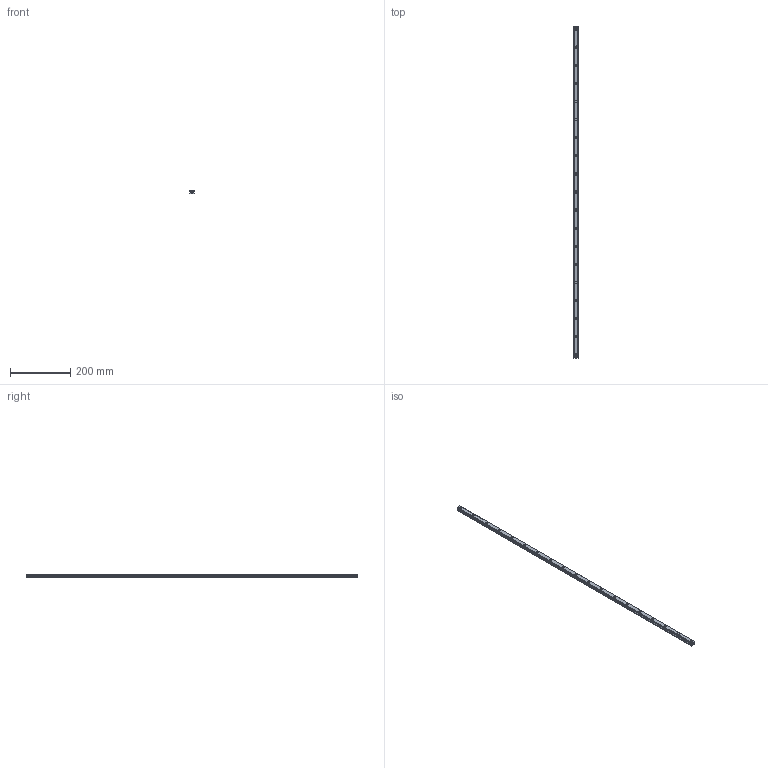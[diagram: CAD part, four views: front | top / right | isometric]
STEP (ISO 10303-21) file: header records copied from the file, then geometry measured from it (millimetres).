
FILE_DESCRIPTION(('STEP AP214'),'1');
FILE_NAME('cctmp_FD3ABCB3-66B9-445F-B64E-8553E7EC733D_2021_02_02_11_41_58_0952..stp','2021-02-02T10:41:59',('HIWIN GmbH'),('CADClick - www.CADClick.com'),'Spatial InterOp 3D',' ','unknown authorization');
FILE_SCHEMA(('AUTOMOTIVE_DESIGN'));
Length unit declared in the file: millimetre
Products named in the file (1): EGR15U1100C_FILE
Bounding box: 15 x 1100 x 12.5 mm (x, y, z)
Volume: 175016.4 mm3; surface area: 67370.7 mm2
Topology: 1 solids, 1 shells, 293 faces, 747 edges, 498 vertices
Faces by surface type: plane 161, cylinder 132
Entity records: 11369 total; most frequent: DIRECTION 1675, CARTESIAN_POINT 1539, ORIENTED_EDGE 1494, EDGE_CURVE 747, AXIS2_PLACEMENT_3D 634, VERTEX_POINT 498, LINE 407, VECTOR 407
